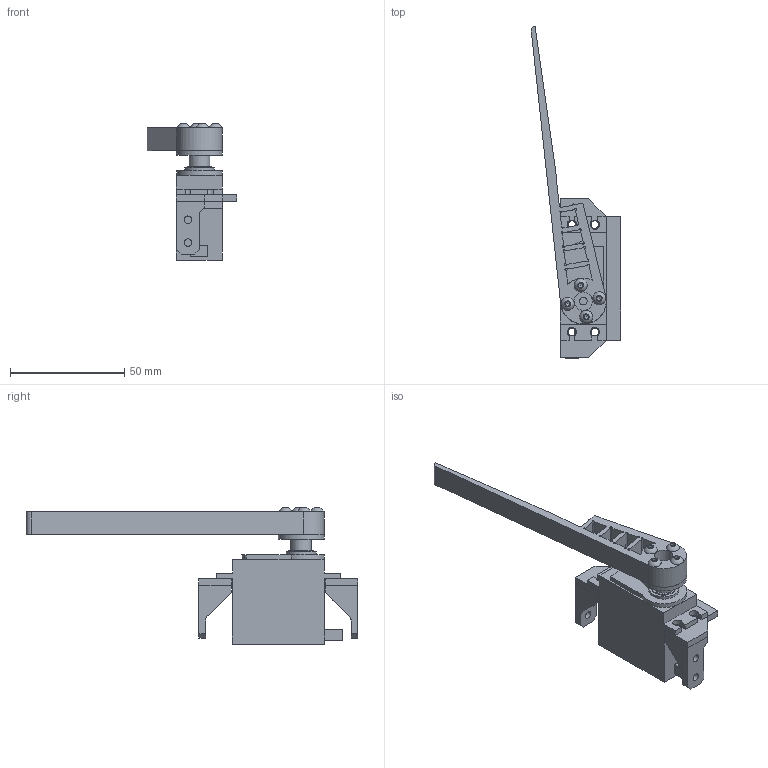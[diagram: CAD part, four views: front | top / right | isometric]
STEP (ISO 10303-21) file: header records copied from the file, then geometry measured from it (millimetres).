
FILE_DESCRIPTION(/* description */ ('STEP AP242','CAx-IF Rec.Pracs.---Representation and Presentation of Product Manufacturing Information (PMI)---4.0---2014-10-13','CAx-IF Rec.Pracs.---3D Tessellated Geometry---0.4---2014-09-14','2;1'),/* implementation_level */ '2;1');
FILE_NAME(/* name */ '6667f7de81e21142c6e4a23d',/* time_stamp */ '2024-06-11T07:08:15Z',/* author */ (''),/* organization */ (''),/* preprocessor_version */ 'ST-DEVELOPER v20',/* originating_system */ ' ',/* authorisation */ ' ');
FILE_SCHEMA (('AP242_MANAGED_MODEL_BASED_3D_ENGINEERING_MIM_LF { 1 0 10303 442 1 1 4 }'));
Length unit declared in the file: metre
Products named in the file (8): Ass Act panneau solaire G; Part 1; support servo 2; Palonnier rond; Socket button head screw M3x0.5 x 12; Actionneur panneau solaire; support servo1; Cadre Gauche
Assembly tree (10 placements, depth 2):
  Ass Act panneau solaire G
    Part 1
    support servo 2
    Palonnier rond
    Socket button head screw M3x0.5 x 12  x4
    Actionneur panneau solaire
    support servo1
    Cadre Gauche
Bounding box: 39.05 x 144.91 x 59.45 mm (x, y, z)
Volume: 47017.3 mm3; surface area: 20899.3 mm2
Topology: 10 solids, 10 shells, 256 faces, 639 edges, 413 vertices
Faces by surface type: plane 178, cylinder 62, cone 8, torus 4, sphere 4
Full cylindrical faces by diameter (mm): 3 x8, 3.3 x17, 6 x2, 8 x1, 9 x1, 10.7 x1, 13 x1, 20 x1
Entity records: 6170 total; most frequent: DIRECTION 1018, CARTESIAN_POINT 1012, ORIENTED_EDGE 946, EDGE_CURVE 473, LINE 342, VECTOR 342, AXIS2_PLACEMENT_3D 338, VERTEX_POINT 332
